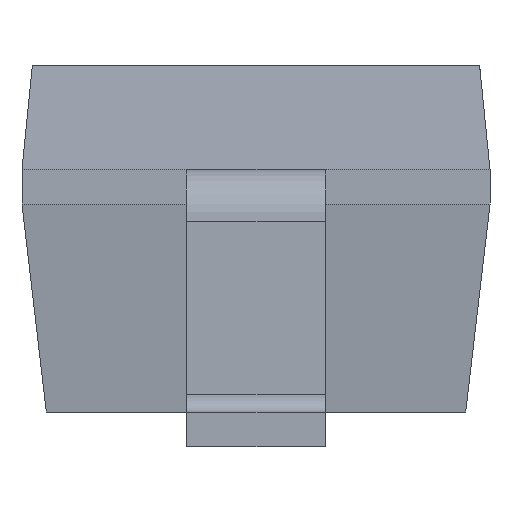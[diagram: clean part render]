
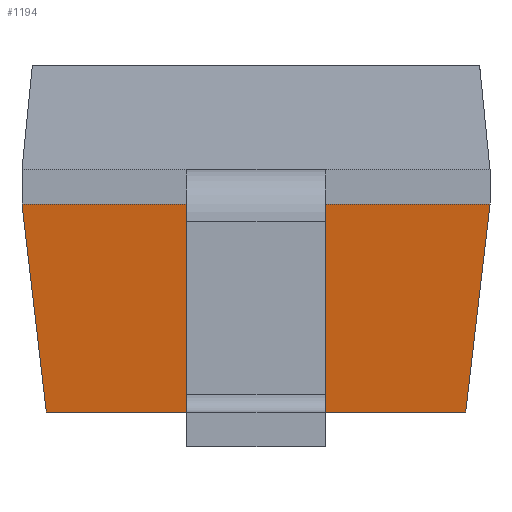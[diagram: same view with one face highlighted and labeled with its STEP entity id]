
A CAD part, left-side view. The second image highlights one B-rep face of the part: STEP entity #1194.
In plain terms, the highlighted planar face has unit normal (-0.993, 0, -0.116).
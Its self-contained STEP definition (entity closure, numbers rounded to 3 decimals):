
#1155=CARTESIAN_POINT('',(-0.865,0.0,0.4));
#1156=DIRECTION('',(-0.993,0.0,-0.116));
#1157=DIRECTION('',(-0.116,0.0,0.993));
#1158=AXIS2_PLACEMENT_3D('',#1155,#1156,#1157);
#1159=PLANE('',#1158);
#1160=CARTESIAN_POINT('',(-0.83,0.605,0.1));
#1161=VERTEX_POINT('',#1160);
#1162=CARTESIAN_POINT('',(-0.83,-0.605,0.1));
#1163=VERTEX_POINT('',#1162);
#1164=CARTESIAN_POINT('',(-0.83,0.605,0.1));
#1165=DIRECTION('',(0.0,-1.0,0.0));
#1166=VECTOR('',#1165,1.21);
#1167=LINE('',#1164,#1166);
#1168=EDGE_CURVE('',#1161,#1163,#1167,.T.);
#1169=ORIENTED_EDGE('',*,*,#1168,.T.);
#1170=CARTESIAN_POINT('',(-0.9,-0.675,0.7));
#1171=VERTEX_POINT('',#1170);
#1172=CARTESIAN_POINT('',(-0.83,-0.605,0.1));
#1173=DIRECTION('',(-0.115,-0.115,0.987));
#1174=VECTOR('',#1173,0.608);
#1175=LINE('',#1172,#1174);
#1176=EDGE_CURVE('',#1163,#1171,#1175,.T.);
#1177=ORIENTED_EDGE('',*,*,#1176,.T.);
#1178=CARTESIAN_POINT('',(-0.9,0.675,0.7));
#1179=VERTEX_POINT('',#1178);
#1180=CARTESIAN_POINT('',(-0.9,-0.675,0.7));
#1181=DIRECTION('',(0.0,1.0,0.0));
#1182=VECTOR('',#1181,1.35);
#1183=LINE('',#1180,#1182);
#1184=EDGE_CURVE('',#1171,#1179,#1183,.T.);
#1185=ORIENTED_EDGE('',*,*,#1184,.T.);
#1186=CARTESIAN_POINT('',(-0.9,0.675,0.7));
#1187=DIRECTION('',(0.115,-0.115,-0.987));
#1188=VECTOR('',#1187,0.608);
#1189=LINE('',#1186,#1188);
#1190=EDGE_CURVE('',#1179,#1161,#1189,.T.);
#1191=ORIENTED_EDGE('',*,*,#1190,.T.);
#1192=EDGE_LOOP('',(#1169,#1177,#1185,#1191));
#1193=FACE_OUTER_BOUND('',#1192,.T.);
#1194=ADVANCED_FACE('',(#1193),#1159,.T.);
